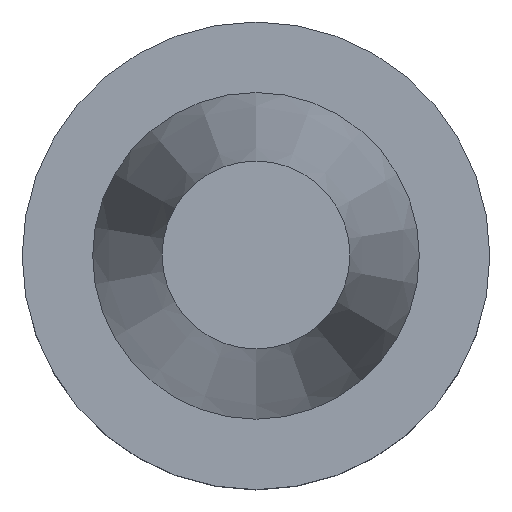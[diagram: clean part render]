
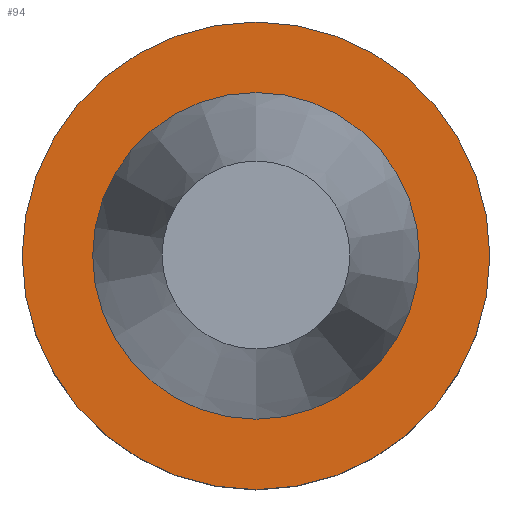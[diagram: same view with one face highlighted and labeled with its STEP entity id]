
A CAD part, top view. The second image highlights one B-rep face of the part: STEP entity #94.
In plain terms, the highlighted planar face has unit normal (0, 0, 1).
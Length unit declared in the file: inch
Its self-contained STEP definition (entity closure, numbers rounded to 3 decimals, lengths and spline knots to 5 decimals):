
#75=EDGE_CURVE('Unnamed[1]',#201,#201,#202,.T.);
#94=ADVANCED_FACE('Unnamed[1]',(#231,#232),#233,.T.);
#106=EDGE_CURVE('Unnamed[1]',#250,#250,#251,.T.);
#201=VERTEX_POINT('',#377);
#202=CIRCLE('',#378,50.0);
#231=FACE_BOUND('',#414,.T.);
#232=FACE_OUTER_BOUND('',#415,.T.);
#233=PLANE('',#416);
#250=VERTEX_POINT('',#438);
#251=CIRCLE('',#439,34.925);
#377=CARTESIAN_POINT('',(0.,50.0,-1.5));
#378=AXIS2_PLACEMENT_3D('',#580,#581,#582);
#414=EDGE_LOOP('',(#614));
#415=EDGE_LOOP('',(#615));
#416=AXIS2_PLACEMENT_3D('',#616,#617,#618);
#438=CARTESIAN_POINT('',(0.,34.925,-1.5));
#439=AXIS2_PLACEMENT_3D('',#636,#637,#638);
#580=CARTESIAN_POINT('',(0.,0.,-1.5));
#581=DIRECTION('',(0.,0.,1.0));
#582=DIRECTION('',(0.,1.0,0.));
#614=ORIENTED_EDGE('',*,*,#106,.F.);
#615=ORIENTED_EDGE('',*,*,#75,.T.);
#616=CARTESIAN_POINT('',(0.,42.4625,-1.5));
#617=DIRECTION('',(0.,0.,1.0));
#618=DIRECTION('',(0.,1.0,0.));
#636=CARTESIAN_POINT('',(0.,0.,-1.5));
#637=DIRECTION('',(0.,0.,1.0));
#638=DIRECTION('',(0.,1.0,0.));
